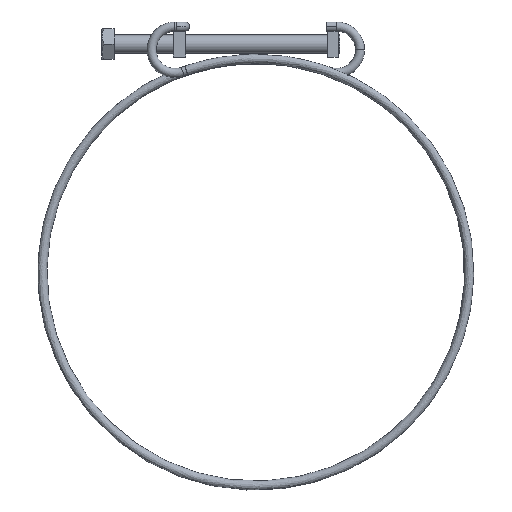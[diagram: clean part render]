
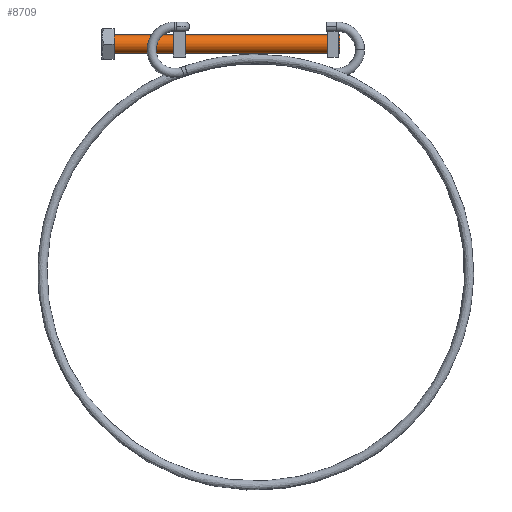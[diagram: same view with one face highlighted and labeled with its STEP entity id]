
A CAD part, top view. The second image highlights one B-rep face of the part: STEP entity #8709.
In plain terms, the highlighted cylindrical face has radius 3 mm (diameter 6 mm), a partial arc.
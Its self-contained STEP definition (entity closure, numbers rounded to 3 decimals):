
#121 = VECTOR ( 'NONE', #759, 1000. ) ;
#219 = ORIENTED_EDGE ( 'NONE', *, *, #4384, .T. ) ;
#453 = AXIS2_PLACEMENT_3D ( 'NONE', #6253, #6950, #4999 ) ;
#759 = DIRECTION ( 'NONE',  ( -1., 0., 0. ) ) ;
#1124 = CARTESIAN_POINT ( 'NONE',  ( -46.454, 74.8, 0. ) ) ;
#1554 = CARTESIAN_POINT ( 'NONE',  ( 27.546, 71.8, 0. ) ) ;
#1642 = EDGE_CURVE ( 'NONE', #3358, #4029, #5021, .T. ) ;
#2033 = CARTESIAN_POINT ( 'NONE',  ( 27.546, 77.8, 0. ) ) ;
#2322 = AXIS2_PLACEMENT_3D ( 'NONE', #1124, #4724, #8862 ) ;
#2491 = DIRECTION ( 'NONE',  ( 1., 0., 0. ) ) ;
#2703 = CARTESIAN_POINT ( 'NONE',  ( -46.454, 77.8, 0. ) ) ;
#3041 = EDGE_CURVE ( 'NONE', #3447, #8060, #6106, .T. ) ;
#3089 = CARTESIAN_POINT ( 'NONE',  ( -46.454, 71.8, 0. ) ) ;
#3106 = ORIENTED_EDGE ( 'NONE', *, *, #5755, .F. ) ;
#3358 = VERTEX_POINT ( 'NONE', #8014 ) ;
#3447 = VERTEX_POINT ( 'NONE', #1554 ) ;
#3910 = CARTESIAN_POINT ( 'NONE',  ( 27.546, 74.8, 0. ) ) ;
#3951 = AXIS2_PLACEMENT_3D ( 'NONE', #3910, #2491, #5157 ) ;
#4029 = VERTEX_POINT ( 'NONE', #2703 ) ;
#4368 = ORIENTED_EDGE ( 'NONE', *, *, #1642, .T. ) ;
#4384 = EDGE_CURVE ( 'NONE', #4029, #8060, #8900, .T. ) ;
#4724 = DIRECTION ( 'NONE',  ( 1., 0., 0. ) ) ;
#4870 = FACE_OUTER_BOUND ( 'NONE', #6107, .T. ) ;
#4999 = DIRECTION ( 'NONE',  ( 0., -1., 0. ) ) ;
#5021 = LINE ( 'NONE', #2033, #121 ) ;
#5157 = DIRECTION ( 'NONE',  ( 0., 1., 0. ) ) ;
#5755 = EDGE_CURVE ( 'NONE', #3358, #3447, #6268, .T. ) ;
#5960 = VECTOR ( 'NONE', #8314, 1000. ) ;
#6106 = LINE ( 'NONE', #6936, #5960 ) ;
#6107 = EDGE_LOOP ( 'NONE', ( #3106, #4368, #219, #6115 ) ) ;
#6115 = ORIENTED_EDGE ( 'NONE', *, *, #3041, .F. ) ;
#6253 = CARTESIAN_POINT ( 'NONE',  ( 27.546, 74.8, 0. ) ) ;
#6268 = CIRCLE ( 'NONE', #3951, 3. ) ;
#6936 = CARTESIAN_POINT ( 'NONE',  ( 27.546, 71.8, 0. ) ) ;
#6950 = DIRECTION ( 'NONE',  ( -1., 0., 0. ) ) ;
#8014 = CARTESIAN_POINT ( 'NONE',  ( 27.546, 77.8, 0. ) ) ;
#8060 = VERTEX_POINT ( 'NONE', #3089 ) ;
#8274 = CYLINDRICAL_SURFACE ( 'NONE', #453, 3. ) ;
#8314 = DIRECTION ( 'NONE',  ( -1., 0., 0. ) ) ;
#8709 = ADVANCED_FACE ( 'NONE', ( #4870 ), #8274, .T. ) ;
#8862 = DIRECTION ( 'NONE',  ( 0., 1., 0. ) ) ;
#8900 = CIRCLE ( 'NONE', #2322, 3. ) ;
